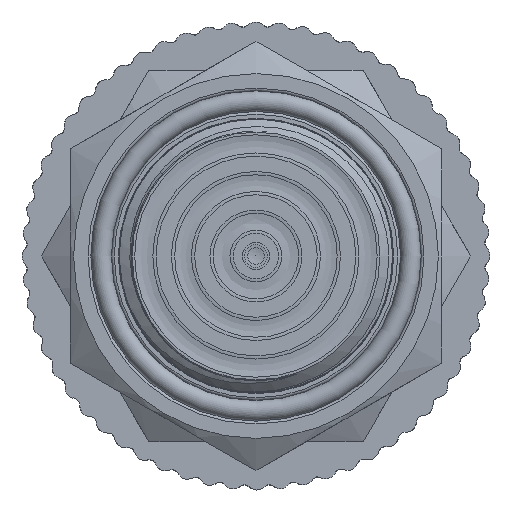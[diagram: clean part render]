
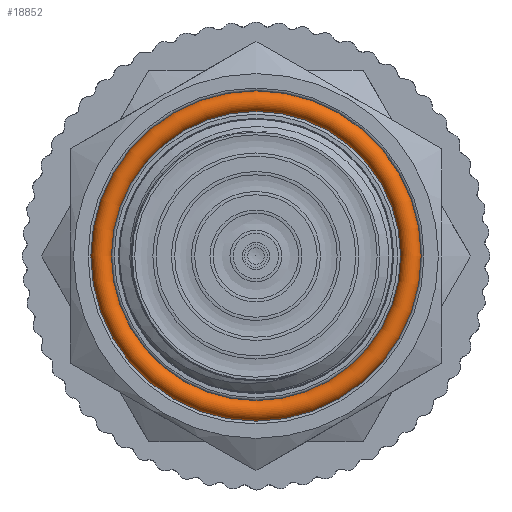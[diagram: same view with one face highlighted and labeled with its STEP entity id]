
A CAD part, left-side view. The second image highlights one B-rep face of the part: STEP entity #18852.
In plain terms, the highlighted toroidal (fillet/blend) face has major radius 11.25 mm and minor radius 0.75 mm.
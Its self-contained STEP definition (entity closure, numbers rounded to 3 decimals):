
#200=TOROIDAL_SURFACE('',#19848,11.25,0.75);
#2179=FACE_OUTER_BOUND('',#3297,.T.);
#3297=EDGE_LOOP('',(#17633,#17634,#17635,#17636));
#3666=CIRCLE('',#19849,0.75);
#3667=CIRCLE('',#19850,10.5);
#9032=VERTEX_POINT('',#64624);
#11899=EDGE_CURVE('',#9032,#9032,#3666,.T.);
#11900=EDGE_CURVE('',#9032,#9032,#3667,.T.);
#17633=ORIENTED_EDGE('',*,*,#11899,.F.);
#17634=ORIENTED_EDGE('',*,*,#11900,.T.);
#17635=ORIENTED_EDGE('',*,*,#11899,.T.);
#17636=ORIENTED_EDGE('',*,*,#11900,.F.);
#18852=ADVANCED_FACE('',(#2179),#200,.T.);
#19848=AXIS2_PLACEMENT_3D('',#64623,#22723,#22724);
#19849=AXIS2_PLACEMENT_3D('',#64625,#22725,#22726);
#19850=AXIS2_PLACEMENT_3D('',#64626,#22727,#22728);
#22723=DIRECTION('center_axis',(1.,0.,0.));
#22724=DIRECTION('ref_axis',(0.,0.,-1.));
#22725=DIRECTION('center_axis',(0.,-1.,0.));
#22726=DIRECTION('ref_axis',(0.,0.,1.));
#22727=DIRECTION('center_axis',(-1.,0.,0.));
#22728=DIRECTION('ref_axis',(0.,0.,-1.));
#64623=CARTESIAN_POINT('Origin',(15.2,0.,0.));
#64624=CARTESIAN_POINT('',(15.2,0.,10.5));
#64625=CARTESIAN_POINT('Origin',(15.2,0.,11.25));
#64626=CARTESIAN_POINT('Origin',(15.2,0.,0.));
